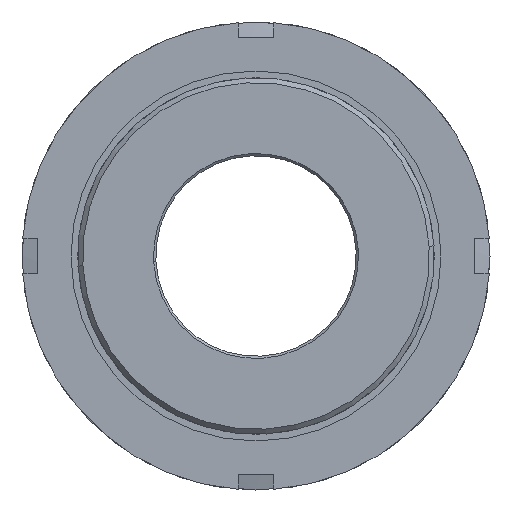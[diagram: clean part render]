
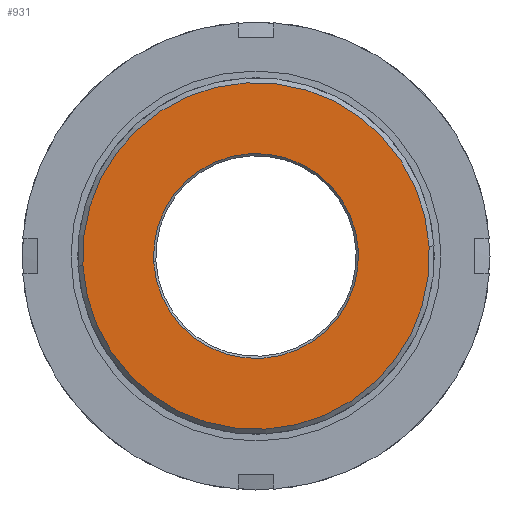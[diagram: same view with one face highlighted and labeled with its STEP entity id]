
A CAD part, front view. The second image highlights one B-rep face of the part: STEP entity #931.
In plain terms, the highlighted planar face has unit normal (0, -1, 0).
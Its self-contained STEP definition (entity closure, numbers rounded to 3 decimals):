
#289 = DIRECTION ( 'NONE',  ( -1., 0., 0. ) ) ;
#315 = AXIS2_PLACEMENT_3D ( 'NONE', #319, #896, #3167 ) ;
#319 = CARTESIAN_POINT ( 'NONE',  ( 0., -50.566, 0. ) ) ;
#351 = EDGE_CURVE ( 'NONE', #957, #2420, #930, .T. ) ;
#407 = CARTESIAN_POINT ( 'NONE',  ( 23., -50.566, 0. ) ) ;
#540 = CARTESIAN_POINT ( 'NONE',  ( 0., -50.566, 0. ) ) ;
#845 = DIRECTION ( 'NONE',  ( -1., 0., 0. ) ) ;
#896 = DIRECTION ( 'NONE',  ( 0., 1., 0. ) ) ;
#912 = CARTESIAN_POINT ( 'NONE',  ( -38.9, -50.566, 0. ) ) ;
#930 = CIRCLE ( 'NONE', #1084, 38.9 ) ;
#931 = ADVANCED_FACE ( 'NONE', ( #2299, #1519 ), #1986, .F. ) ;
#957 = VERTEX_POINT ( 'NONE', #912 ) ;
#984 = DIRECTION ( 'NONE',  ( 0., 1., 0. ) ) ;
#1084 = AXIS2_PLACEMENT_3D ( 'NONE', #3189, #984, #2969 ) ;
#1121 = AXIS2_PLACEMENT_3D ( 'NONE', #1882, #2161, #1301 ) ;
#1257 = AXIS2_PLACEMENT_3D ( 'NONE', #3153, #1424, #289 ) ;
#1301 = DIRECTION ( 'NONE',  ( -1., 0., 0. ) ) ;
#1361 = DIRECTION ( 'NONE',  ( 0., 1., 0. ) ) ;
#1424 = DIRECTION ( 'NONE',  ( 0., 1., 0. ) ) ;
#1519 = FACE_OUTER_BOUND ( 'NONE', #1525, .T. ) ;
#1525 = EDGE_LOOP ( 'NONE', ( #1871, #1820 ) ) ;
#1803 = EDGE_CURVE ( 'NONE', #3112, #2136, #2510, .T. ) ;
#1820 = ORIENTED_EDGE ( 'NONE', *, *, #1935, .F. ) ;
#1871 = ORIENTED_EDGE ( 'NONE', *, *, #351, .F. ) ;
#1882 = CARTESIAN_POINT ( 'NONE',  ( 0., -50.566, 0. ) ) ;
#1935 = EDGE_CURVE ( 'NONE', #2420, #957, #2097, .T. ) ;
#1949 = ORIENTED_EDGE ( 'NONE', *, *, #1803, .T. ) ;
#1986 = PLANE ( 'NONE',  #1257 ) ;
#2097 = CIRCLE ( 'NONE', #315, 38.9 ) ;
#2136 = VERTEX_POINT ( 'NONE', #407 ) ;
#2161 = DIRECTION ( 'NONE',  ( 0., 1., 0. ) ) ;
#2299 = FACE_BOUND ( 'NONE', #2699, .T. ) ;
#2420 = VERTEX_POINT ( 'NONE', #3679 ) ;
#2510 = CIRCLE ( 'NONE', #2669, 23. ) ;
#2669 = AXIS2_PLACEMENT_3D ( 'NONE', #540, #1361, #845 ) ;
#2699 = EDGE_LOOP ( 'NONE', ( #3136, #1949 ) ) ;
#2707 = CARTESIAN_POINT ( 'NONE',  ( -23., -50.566, 0. ) ) ;
#2884 = CIRCLE ( 'NONE', #1121, 23. ) ;
#2969 = DIRECTION ( 'NONE',  ( -1., 0., 0. ) ) ;
#3100 = EDGE_CURVE ( 'NONE', #2136, #3112, #2884, .T. ) ;
#3112 = VERTEX_POINT ( 'NONE', #2707 ) ;
#3136 = ORIENTED_EDGE ( 'NONE', *, *, #3100, .T. ) ;
#3153 = CARTESIAN_POINT ( 'NONE',  ( 22.5, -50.566, 0. ) ) ;
#3167 = DIRECTION ( 'NONE',  ( -1., 0., 0. ) ) ;
#3189 = CARTESIAN_POINT ( 'NONE',  ( 0., -50.566, 0. ) ) ;
#3679 = CARTESIAN_POINT ( 'NONE',  ( 38.9, -50.566, 0. ) ) ;
